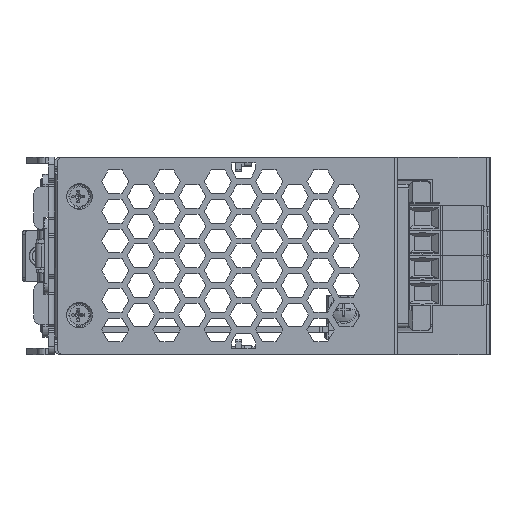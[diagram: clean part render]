
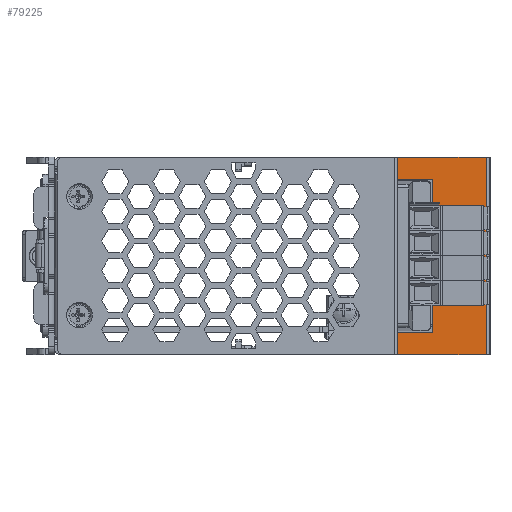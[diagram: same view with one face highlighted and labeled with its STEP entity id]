
A CAD part, front view. The second image highlights one B-rep face of the part: STEP entity #79225.
In plain terms, the highlighted planar face has unit normal (0, -1, 0).
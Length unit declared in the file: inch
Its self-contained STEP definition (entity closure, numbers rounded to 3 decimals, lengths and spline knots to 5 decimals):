
#309 = VECTOR ( 'NONE', #90597, 39.37008 ) ;
#1963 = CARTESIAN_POINT ( 'NONE',  ( -0.91276, -1.45669, 0.98425 ) ) ;
#3257 = CARTESIAN_POINT ( 'NONE',  ( -0.56299, -1.45669, 0.76181 ) ) ;
#11071 = VERTEX_POINT ( 'NONE', #97026 ) ;
#17392 = ORIENTED_EDGE ( 'NONE', *, *, #48480, .F. ) ;
#22332 = CARTESIAN_POINT ( 'NONE',  ( -0.0315, -1.45669, 0.98425 ) ) ;
#24296 = ORIENTED_EDGE ( 'NONE', *, *, #102415, .F. ) ;
#32820 = DIRECTION ( 'NONE',  ( -1., 0., 0. ) ) ;
#35282 = LINE ( 'NONE', #69458, #190859 ) ;
#38209 = EDGE_CURVE ( 'NONE', #57193, #142454, #171160, .T. ) ;
#40282 = EDGE_CURVE ( 'NONE', #11071, #142454, #61617, .T. ) ;
#40566 = LINE ( 'NONE', #74735, #309 ) ;
#43530 = VERTEX_POINT ( 'NONE', #179951 ) ;
#43594 = CARTESIAN_POINT ( 'NONE',  ( -0.0315, -1.45669, -0.98425 ) ) ;
#43852 = VECTOR ( 'NONE', #166452, 39.37008 ) ;
#48480 = EDGE_CURVE ( 'NONE', #43530, #133582, #78488, .T. ) ;
#48885 = CARTESIAN_POINT ( 'NONE',  ( -0.91276, -1.45669, -0.98425 ) ) ;
#51860 = VECTOR ( 'NONE', #134701, 39.37008 ) ;
#57193 = VERTEX_POINT ( 'NONE', #3257 ) ;
#57433 = CARTESIAN_POINT ( 'NONE',  ( -0.91276, -1.45669, 0.76181 ) ) ;
#61617 = LINE ( 'NONE', #111354, #137288 ) ;
#63368 = CARTESIAN_POINT ( 'NONE',  ( -0.56299, -1.45669, 0.76181 ) ) ;
#67507 = ORIENTED_EDGE ( 'NONE', *, *, #40282, .F. ) ;
#69458 = CARTESIAN_POINT ( 'NONE',  ( -0.91276, -1.45669, 0.76181 ) ) ;
#73686 = VECTOR ( 'NONE', #147987, 39.37008 ) ;
#74735 = CARTESIAN_POINT ( 'NONE',  ( -0.0315, -1.45669, -0.98425 ) ) ;
#78488 = LINE ( 'NONE', #57433, #73686 ) ;
#79225 = ADVANCED_FACE ( 'NONE', ( #99312 ), #108127, .F. ) ;
#79740 = CARTESIAN_POINT ( 'NONE',  ( -0.91276, -1.45669, -0.98425 ) ) ;
#89231 = VERTEX_POINT ( 'NONE', #48885 ) ;
#90597 = DIRECTION ( 'NONE',  ( -1., 0., 0. ) ) ;
#95076 = VERTEX_POINT ( 'NONE', #182998 ) ;
#97026 = CARTESIAN_POINT ( 'NONE',  ( -0.91276, -1.45669, -0.76181 ) ) ;
#99312 = FACE_OUTER_BOUND ( 'NONE', #123543, .T. ) ;
#102415 = EDGE_CURVE ( 'NONE', #89231, #11071, #188836, .T. ) ;
#108127 = PLANE ( 'NONE',  #128788 ) ;
#108946 = DIRECTION ( 'NONE',  ( 0., 0., -1. ) ) ;
#111354 = CARTESIAN_POINT ( 'NONE',  ( -0.91276, -1.45669, -0.76181 ) ) ;
#114778 = VERTEX_POINT ( 'NONE', #22332 ) ;
#115095 = DIRECTION ( 'NONE',  ( 1., 0., 0. ) ) ;
#123333 = DIRECTION ( 'NONE',  ( 0., 1., 0. ) ) ;
#123543 = EDGE_LOOP ( 'NONE', ( #176094, #67507, #24296, #151377, #164901, #165820, #17392, #193874 ) ) ;
#124228 = LINE ( 'NONE', #43594, #43852 ) ;
#125301 = DIRECTION ( 'NONE',  ( 0., 0., 1. ) ) ;
#126594 = DIRECTION ( 'NONE',  ( 1., 0., 0. ) ) ;
#128788 = AXIS2_PLACEMENT_3D ( 'NONE', #183279, #123333, #32820 ) ;
#130980 = VECTOR ( 'NONE', #108946, 39.37008 ) ;
#132553 = CARTESIAN_POINT ( 'NONE',  ( -0.56299, -1.45669, -0.76181 ) ) ;
#133582 = VERTEX_POINT ( 'NONE', #1963 ) ;
#134701 = DIRECTION ( 'NONE',  ( -1., 0., 0. ) ) ;
#137288 = VECTOR ( 'NONE', #126594, 39.37008 ) ;
#142454 = VERTEX_POINT ( 'NONE', #132553 ) ;
#144539 = EDGE_CURVE ( 'NONE', #95076, #114778, #124228, .T. ) ;
#147987 = DIRECTION ( 'NONE',  ( 0., 0., 1. ) ) ;
#151183 = EDGE_CURVE ( 'NONE', #43530, #57193, #35282, .T. ) ;
#151377 = ORIENTED_EDGE ( 'NONE', *, *, #194638, .F. ) ;
#164901 = ORIENTED_EDGE ( 'NONE', *, *, #144539, .T. ) ;
#165820 = ORIENTED_EDGE ( 'NONE', *, *, #182849, .T. ) ;
#166452 = DIRECTION ( 'NONE',  ( 0., 0., 1. ) ) ;
#171160 = LINE ( 'NONE', #63368, #130980 ) ;
#172414 = LINE ( 'NONE', #194318, #51860 ) ;
#176094 = ORIENTED_EDGE ( 'NONE', *, *, #38209, .T. ) ;
#179951 = CARTESIAN_POINT ( 'NONE',  ( -0.91276, -1.45669, 0.76181 ) ) ;
#182849 = EDGE_CURVE ( 'NONE', #114778, #133582, #172414, .T. ) ;
#182998 = CARTESIAN_POINT ( 'NONE',  ( -0.0315, -1.45669, -0.98425 ) ) ;
#183279 = CARTESIAN_POINT ( 'NONE',  ( -0.0315, -1.45669, -0.98425 ) ) ;
#184216 = VECTOR ( 'NONE', #125301, 39.37008 ) ;
#188836 = LINE ( 'NONE', #79740, #184216 ) ;
#190859 = VECTOR ( 'NONE', #115095, 39.37008 ) ;
#193874 = ORIENTED_EDGE ( 'NONE', *, *, #151183, .T. ) ;
#194318 = CARTESIAN_POINT ( 'NONE',  ( -0.0315, -1.45669, 0.98425 ) ) ;
#194638 = EDGE_CURVE ( 'NONE', #95076, #89231, #40566, .T. ) ;
